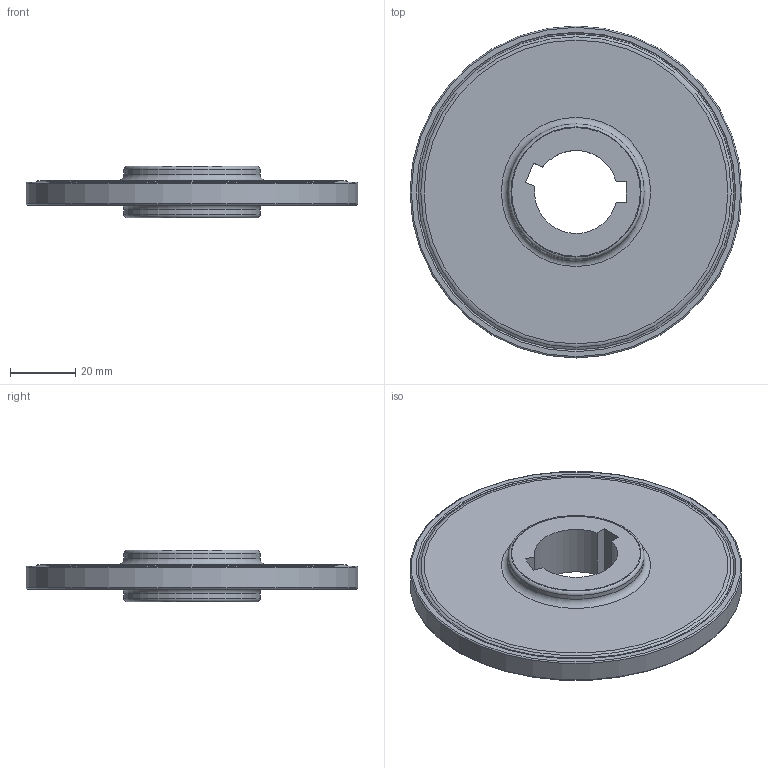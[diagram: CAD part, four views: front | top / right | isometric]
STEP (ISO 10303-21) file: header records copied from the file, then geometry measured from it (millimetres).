
FILE_DESCRIPTION(/* description */ (''),/* implementation_level */ '2;1');
FILE_NAME(/* name */ '335.18-04.00-0506R.stp',/* time_stamp */ '2020-07-06T11:02:40+06:00',/* author */ (''),/* organization */ (''),/* preprocessor_version */ 'ST-DEVELOPER v16.7',/* originating_system */ 'SIEMENS PLM Software NX 12.0',/* authorisation */ '');
FILE_SCHEMA (('AUTOMOTIVE_DESIGN { 1 0 10303 214 3 1 1 1 }'));
Length unit declared in the file: millimetre
Products named in the file (1): inpu31F8C4520xlp
Bounding box: 101.6 x 101.6 x 15.88 mm (x, y, z)
Volume: 73486.6 mm3; surface area: 27573.2 mm2
Topology: 2 solids, 2 shells, 47 faces, 91 edges, 57 vertices
Faces by surface type: torus 16, plane 16, cone 8, cylinder 7
Full cylindrical faces by diameter (mm): 41.652 x2, 81.6 x1, 97.542 x1, 101.6 x1
Entity records: 1135 total; most frequent: DIRECTION 206, CARTESIAN_POINT 170, ORIENTED_EDGE 124, AXIS2_PLACEMENT_3D 93, EDGE_LOOP 86, FACE_BOUND 78, EDGE_CURVE 62, VERTEX_POINT 54
